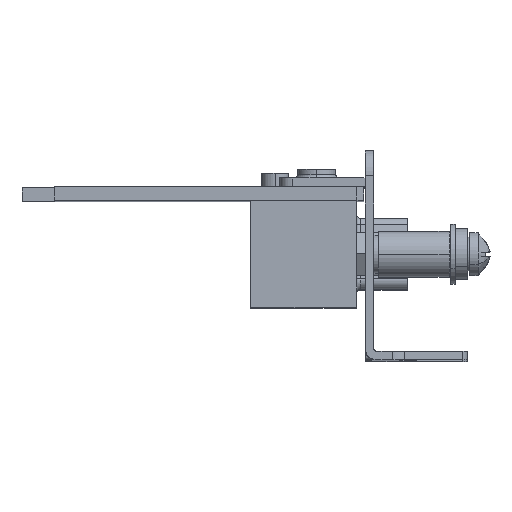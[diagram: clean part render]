
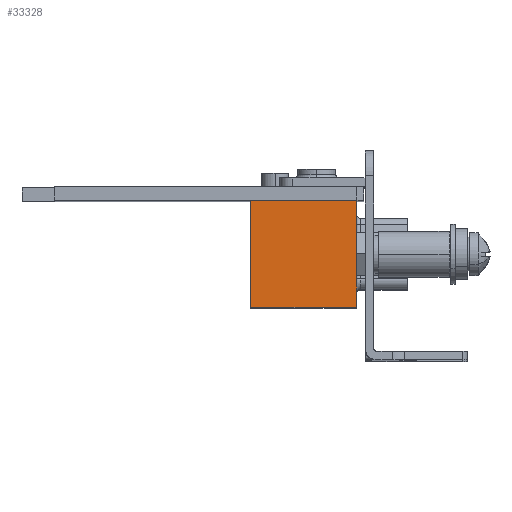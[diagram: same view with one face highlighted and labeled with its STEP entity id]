
A CAD part, top view. The second image highlights one B-rep face of the part: STEP entity #33328.
In plain terms, the highlighted planar face has unit normal (0, 0, 1).
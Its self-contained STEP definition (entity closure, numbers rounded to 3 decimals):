
#33289=DIRECTION('',(0.,1.,0.));
#33290=VECTOR('',#33289,12.5);
#33291=CARTESIAN_POINT('',(-25.44,4.431,45.04));
#33292=LINE('',#33291,#33290);
#33293=DIRECTION('',(1.,0.,0.));
#33294=VECTOR('',#33293,12.4);
#33295=CARTESIAN_POINT('',(-25.44,16.931,45.04));
#33296=LINE('',#33295,#33294);
#33297=DIRECTION('',(0.,-1.,0.));
#33298=VECTOR('',#33297,12.5);
#33299=CARTESIAN_POINT('',(-13.04,16.931,45.04));
#33300=LINE('',#33299,#33298);
#33301=DIRECTION('',(-1.,0.,0.));
#33302=VECTOR('',#33301,12.4);
#33303=CARTESIAN_POINT('',(-13.04,4.431,45.04));
#33304=LINE('',#33303,#33302);
#33305=CARTESIAN_POINT('',(-25.44,16.931,45.04));
#33306=CARTESIAN_POINT('',(-25.44,4.431,45.04));
#33307=VERTEX_POINT('',#33305);
#33308=VERTEX_POINT('',#33306);
#33309=CARTESIAN_POINT('',(-13.04,4.431,45.04));
#33310=VERTEX_POINT('',#33309);
#33311=CARTESIAN_POINT('',(-13.04,16.931,45.04));
#33312=VERTEX_POINT('',#33311);
#33313=CARTESIAN_POINT('',(-26.729,3.133,45.04));
#33314=DIRECTION('',(0.,0.,1.));
#33315=DIRECTION('',(1.,0.,0.));
#33316=AXIS2_PLACEMENT_3D('',#33313,#33314,#33315);
#33317=PLANE('',#33316);
#33319=ORIENTED_EDGE('',*,*,#33318,.T.);
#33321=ORIENTED_EDGE('',*,*,#33320,.T.);
#33323=ORIENTED_EDGE('',*,*,#33322,.T.);
#33325=ORIENTED_EDGE('',*,*,#33324,.T.);
#33326=EDGE_LOOP('',(#33319,#33321,#33323,#33325));
#33327=FACE_OUTER_BOUND('',#33326,.F.);
#33328=ADVANCED_FACE('',(#33327),#33317,.T.);
#33318=EDGE_CURVE('',#33308,#33307,#33292,.T.);
#33320=EDGE_CURVE('',#33307,#33312,#33296,.T.);
#33322=EDGE_CURVE('',#33312,#33310,#33300,.T.);
#33324=EDGE_CURVE('',#33310,#33308,#33304,.T.);
